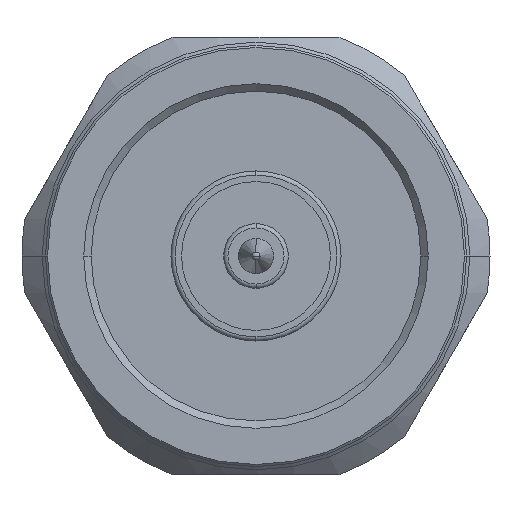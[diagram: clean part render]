
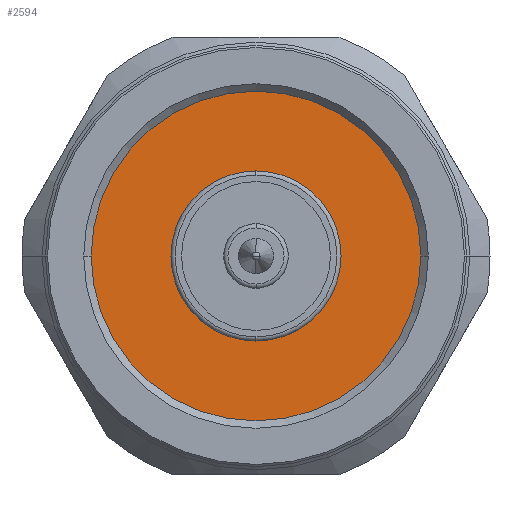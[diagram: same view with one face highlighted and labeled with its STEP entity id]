
A CAD part, left-side view. The second image highlights one B-rep face of the part: STEP entity #2594.
In plain terms, the highlighted planar face has unit normal (-1, 0, 0).
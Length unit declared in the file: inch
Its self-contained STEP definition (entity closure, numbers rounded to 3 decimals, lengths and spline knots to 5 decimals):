
#138 = DIRECTION ( 'NONE',  ( 0., 1., 0. ) ) ;
#219 = CARTESIAN_POINT ( 'NONE',  ( 0.34646, 0., -0.31496 ) ) ;
#363 = DIRECTION ( 'NONE',  ( -1., 0., 0. ) ) ;
#416 = CIRCLE ( 'NONE', #594, 0.31496 ) ;
#594 = AXIS2_PLACEMENT_3D ( 'NONE', #1690, #2711, #3753 ) ;
#614 = FACE_BOUND ( 'NONE', #2865, .T. ) ;
#616 = DIRECTION ( 'NONE',  ( 0., 0., 1. ) ) ;
#625 = VERTEX_POINT ( 'NONE', #4135 ) ;
#902 = ORIENTED_EDGE ( 'NONE', *, *, #1171, .F. ) ;
#945 = EDGE_CURVE ( 'NONE', #3285, #625, #416, .T. ) ;
#995 = DIRECTION ( 'NONE',  ( 0., 0., 1. ) ) ;
#1014 = ORIENTED_EDGE ( 'NONE', *, *, #945, .T. ) ;
#1015 = DIRECTION ( 'NONE',  ( -1., 0., 0. ) ) ;
#1082 = VERTEX_POINT ( 'NONE', #1960 ) ;
#1130 = AXIS2_PLACEMENT_3D ( 'NONE', #4183, #363, #1769 ) ;
#1171 = EDGE_CURVE ( 'NONE', #1082, #2938, #1353, .T. ) ;
#1173 = EDGE_LOOP ( 'NONE', ( #3596, #1014 ) ) ;
#1306 = DIRECTION ( 'NONE',  ( -1., 0., 0. ) ) ;
#1353 = CIRCLE ( 'NONE', #2293, 0.15748 ) ;
#1610 = EDGE_CURVE ( 'NONE', #625, #3285, #2841, .T. ) ;
#1632 = CARTESIAN_POINT ( 'NONE',  ( 0.34646, 0., 0. ) ) ;
#1636 = AXIS2_PLACEMENT_3D ( 'NONE', #1638, #2318, #138 ) ;
#1638 = CARTESIAN_POINT ( 'NONE',  ( 0.34646, 0.15748, 0. ) ) ;
#1690 = CARTESIAN_POINT ( 'NONE',  ( 0.34646, 0., 0. ) ) ;
#1769 = DIRECTION ( 'NONE',  ( 0., 0., 1. ) ) ;
#1797 = CIRCLE ( 'NONE', #3726, 0.15748 ) ;
#1960 = CARTESIAN_POINT ( 'NONE',  ( 0.34646, 0., 0.15748 ) ) ;
#2293 = AXIS2_PLACEMENT_3D ( 'NONE', #2722, #1015, #995 ) ;
#2301 = PLANE ( 'NONE',  #1636 ) ;
#2311 = EDGE_CURVE ( 'NONE', #2938, #1082, #1797, .T. ) ;
#2318 = DIRECTION ( 'NONE',  ( 1., 0., 0. ) ) ;
#2594 = ADVANCED_FACE ( 'NONE', ( #3529, #614 ), #2301, .F. ) ;
#2711 = DIRECTION ( 'NONE',  ( -1., 0., 0. ) ) ;
#2722 = CARTESIAN_POINT ( 'NONE',  ( 0.34646, 0., 0. ) ) ;
#2841 = CIRCLE ( 'NONE', #1130, 0.31496 ) ;
#2865 = EDGE_LOOP ( 'NONE', ( #902, #4154 ) ) ;
#2938 = VERTEX_POINT ( 'NONE', #3922 ) ;
#3285 = VERTEX_POINT ( 'NONE', #219 ) ;
#3529 = FACE_OUTER_BOUND ( 'NONE', #1173, .T. ) ;
#3596 = ORIENTED_EDGE ( 'NONE', *, *, #1610, .T. ) ;
#3726 = AXIS2_PLACEMENT_3D ( 'NONE', #1632, #1306, #616 ) ;
#3753 = DIRECTION ( 'NONE',  ( 0., 0., 1. ) ) ;
#3922 = CARTESIAN_POINT ( 'NONE',  ( 0.34646, 0., -0.15748 ) ) ;
#4135 = CARTESIAN_POINT ( 'NONE',  ( 0.34646, 0., 0.31496 ) ) ;
#4154 = ORIENTED_EDGE ( 'NONE', *, *, #2311, .F. ) ;
#4183 = CARTESIAN_POINT ( 'NONE',  ( 0.34646, 0., 0. ) ) ;
